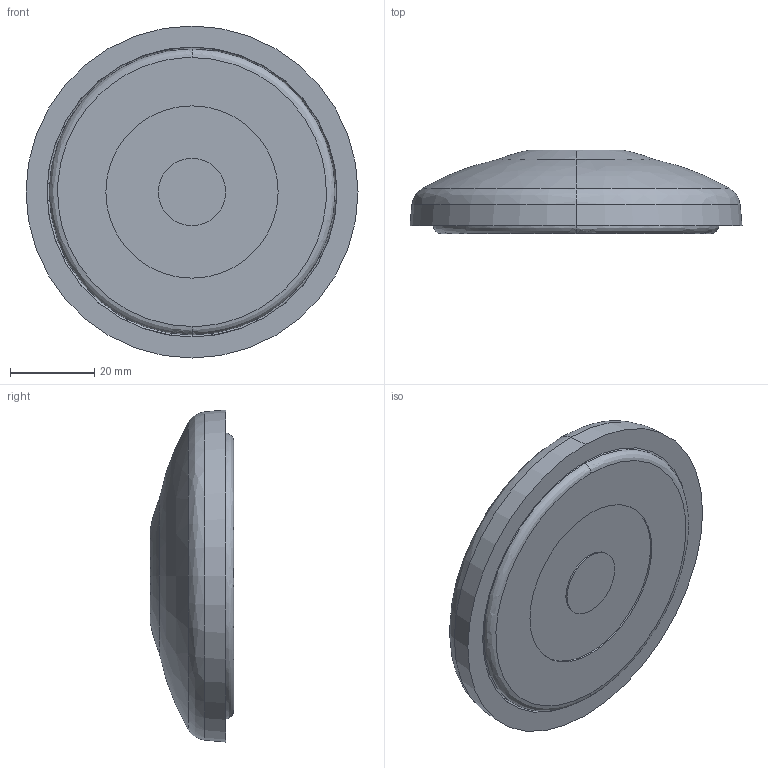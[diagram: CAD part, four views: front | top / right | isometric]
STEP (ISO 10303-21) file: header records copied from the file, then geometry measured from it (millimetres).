
FILE_DESCRIPTION (( 'STEP AP214' ), '1' );
FILE_NAME ('098a080kg.STEP', '2014-08-22T12:45:10', ( '' ), ( '' ), 'SwSTEP 2.0', 'SolidWorks 2014', '' );
FILE_SCHEMA (( 'AUTOMOTIVE_DESIGN' ));
Length unit declared in the file: millimetre
Products named in the file (1): 098a080kg
Bounding box: 79 x 19.9 x 79 mm (x, y, z)
Volume: 54943.9 mm3; surface area: 26518.1 mm2
Topology: 2 solids, 2 shells, 176 faces, 462 edges, 298 vertices
Faces by surface type: bspline 67, plane 51, cylinder 30, cone 28
Entity records: 9036 total; most frequent: CARTESIAN_POINT 3166, ORIENTED_EDGE 924, DIRECTION 686, EDGE_CURVE 462, VERTEX_POINT 298, AXIS2_PLACEMENT_3D 280, EDGE_LOOP 186, UNCERTAINTY_MEASURE_WITH_UNIT 180
